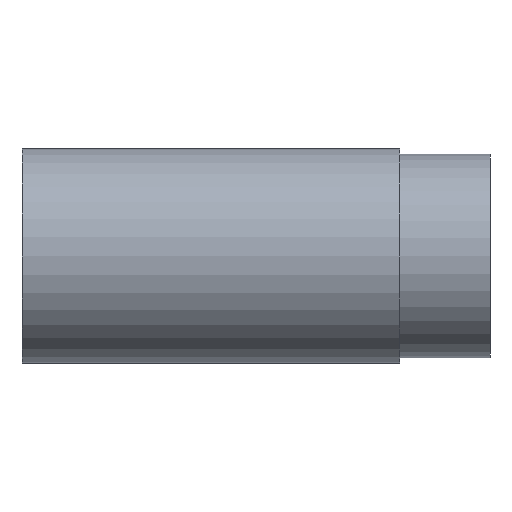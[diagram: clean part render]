
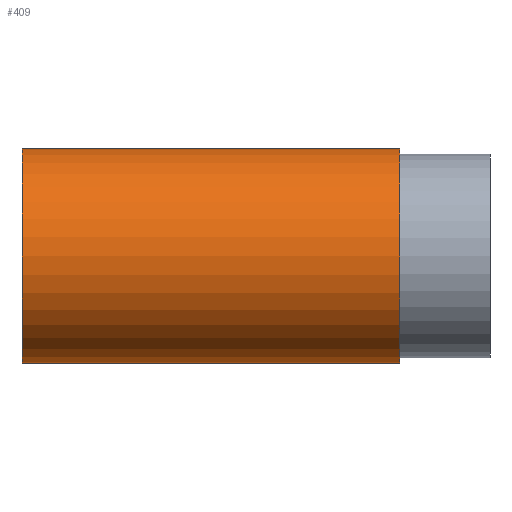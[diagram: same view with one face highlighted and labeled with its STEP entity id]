
A CAD part, left-side view. The second image highlights one B-rep face of the part: STEP entity #409.
In plain terms, the highlighted cylindrical face has radius 17.462 mm (diameter 34.925 mm), a partial arc.
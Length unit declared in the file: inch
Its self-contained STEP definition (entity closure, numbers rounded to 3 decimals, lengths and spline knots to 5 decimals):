
#12 = DIRECTION ( 'NONE',  ( 0., -1., 0. ) ) ;
#17 = CYLINDRICAL_SURFACE ( 'NONE', #130, 0.6875 ) ;
#20 = DIRECTION ( 'NONE',  ( 0., -1., 0. ) ) ;
#44 = EDGE_CURVE ( 'NONE', #426, #266, #59, .T. ) ;
#46 = VERTEX_POINT ( 'NONE', #207 ) ;
#49 = CARTESIAN_POINT ( 'NONE',  ( 0., -1.21, -0.6875 ) ) ;
#55 = CARTESIAN_POINT ( 'NONE',  ( 0., 1.21, 0. ) ) ;
#58 = VECTOR ( 'NONE', #20, 39.37008 ) ;
#59 = CIRCLE ( 'NONE', #452, 0.6875 ) ;
#60 = DIRECTION ( 'NONE',  ( 0., -1., 0. ) ) ;
#64 = LINE ( 'NONE', #396, #58 ) ;
#76 = AXIS2_PLACEMENT_3D ( 'NONE', #55, #12, #415 ) ;
#130 = AXIS2_PLACEMENT_3D ( 'NONE', #434, #315, #133 ) ;
#131 = DIRECTION ( 'NONE',  ( 0., -1., 0. ) ) ;
#133 = DIRECTION ( 'NONE',  ( 0., 0., -1. ) ) ;
#174 = FACE_OUTER_BOUND ( 'NONE', #199, .T. ) ;
#187 = VECTOR ( 'NONE', #131, 39.37008 ) ;
#199 = EDGE_LOOP ( 'NONE', ( #424, #397, #416, #358 ) ) ;
#204 = LINE ( 'NONE', #472, #187 ) ;
#207 = CARTESIAN_POINT ( 'NONE',  ( 0., 1.21, -0.6875 ) ) ;
#255 = EDGE_CURVE ( 'NONE', #431, #46, #453, .T. ) ;
#266 = VERTEX_POINT ( 'NONE', #49 ) ;
#272 = CARTESIAN_POINT ( 'NONE',  ( 0., -1.21, 0.6875 ) ) ;
#278 = DIRECTION ( 'NONE',  ( 0., 0., -1. ) ) ;
#315 = DIRECTION ( 'NONE',  ( 0., -1., 0. ) ) ;
#347 = CARTESIAN_POINT ( 'NONE',  ( 0., 1.21, 0.6875 ) ) ;
#356 = EDGE_CURVE ( 'NONE', #46, #266, #64, .T. ) ;
#358 = ORIENTED_EDGE ( 'NONE', *, *, #44, .F. ) ;
#389 = CARTESIAN_POINT ( 'NONE',  ( 0., -1.21, 0. ) ) ;
#396 = CARTESIAN_POINT ( 'NONE',  ( 0., -1.21, -0.6875 ) ) ;
#397 = ORIENTED_EDGE ( 'NONE', *, *, #255, .T. ) ;
#409 = ADVANCED_FACE ( 'NONE', ( #174 ), #17, .T. ) ;
#415 = DIRECTION ( 'NONE',  ( 0., 0., -1. ) ) ;
#416 = ORIENTED_EDGE ( 'NONE', *, *, #356, .T. ) ;
#424 = ORIENTED_EDGE ( 'NONE', *, *, #427, .F. ) ;
#426 = VERTEX_POINT ( 'NONE', #272 ) ;
#427 = EDGE_CURVE ( 'NONE', #431, #426, #204, .T. ) ;
#431 = VERTEX_POINT ( 'NONE', #347 ) ;
#434 = CARTESIAN_POINT ( 'NONE',  ( 0., -1.21, 0. ) ) ;
#452 = AXIS2_PLACEMENT_3D ( 'NONE', #389, #60, #278 ) ;
#453 = CIRCLE ( 'NONE', #76, 0.6875 ) ;
#472 = CARTESIAN_POINT ( 'NONE',  ( 0., -1.21, 0.6875 ) ) ;
